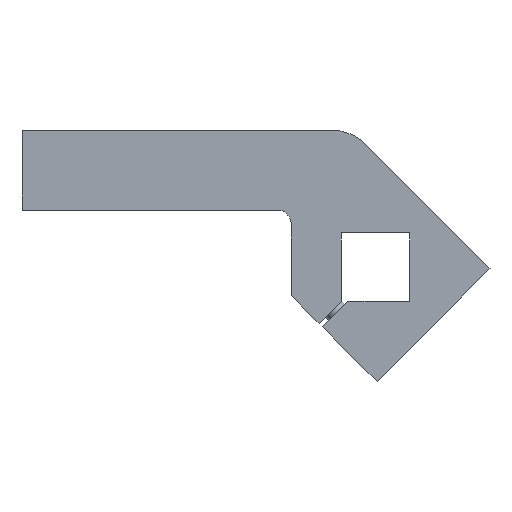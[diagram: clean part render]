
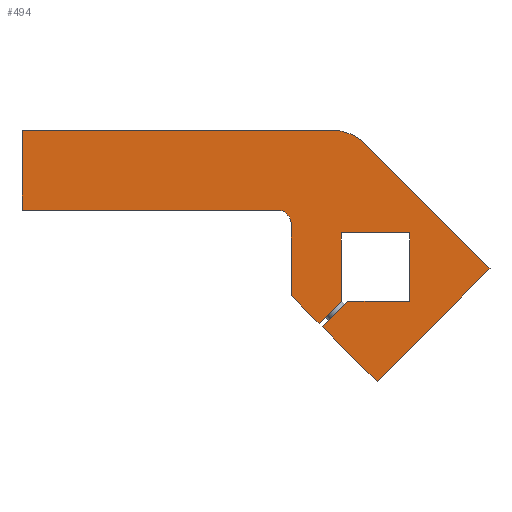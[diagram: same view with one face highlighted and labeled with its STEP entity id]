
A CAD part, left-side view. The second image highlights one B-rep face of the part: STEP entity #494.
In plain terms, the highlighted planar face has unit normal (-1, 0, 0).
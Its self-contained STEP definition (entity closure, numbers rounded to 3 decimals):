
#28=PLANE('',#543);
#47=FACE_OUTER_BOUND('',#72,.T.);
#72=EDGE_LOOP('',(#358,#359,#360,#361,#362,#363,#364,#365,#366,#367,#368,
#369,#370,#371,#372,#373));
#108=LINE('',#733,#160);
#111=LINE('',#745,#163);
#114=LINE('',#751,#166);
#115=LINE('',#753,#167);
#116=LINE('',#754,#168);
#117=LINE('',#756,#169);
#118=LINE('',#758,#170);
#119=LINE('',#760,#171);
#120=LINE('',#762,#172);
#121=LINE('',#764,#173);
#122=LINE('',#766,#174);
#123=LINE('',#768,#175);
#124=LINE('',#770,#176);
#125=LINE('',#771,#177);
#160=VECTOR('',#592,10.);
#163=VECTOR('',#603,10.);
#166=VECTOR('',#608,10.);
#167=VECTOR('',#609,10.);
#168=VECTOR('',#610,10.);
#169=VECTOR('',#611,10.);
#170=VECTOR('',#612,10.);
#171=VECTOR('',#613,10.);
#172=VECTOR('',#614,10.);
#173=VECTOR('',#615,10.);
#174=VECTOR('',#616,10.);
#175=VECTOR('',#617,10.);
#176=VECTOR('',#618,10.);
#177=VECTOR('',#619,10.);
#209=CIRCLE('',#537,6.);
#211=CIRCLE('',#541,20.);
#228=VERTEX_POINT('',#723);
#229=VERTEX_POINT('',#725);
#231=VERTEX_POINT('',#731);
#234=VERTEX_POINT('',#738);
#235=VERTEX_POINT('',#740);
#236=VERTEX_POINT('',#744);
#238=VERTEX_POINT('',#750);
#239=VERTEX_POINT('',#752);
#240=VERTEX_POINT('',#755);
#241=VERTEX_POINT('',#757);
#242=VERTEX_POINT('',#759);
#243=VERTEX_POINT('',#761);
#244=VERTEX_POINT('',#763);
#245=VERTEX_POINT('',#765);
#246=VERTEX_POINT('',#767);
#247=VERTEX_POINT('',#769);
#274=EDGE_CURVE('',#228,#229,#209,.T.);
#278=EDGE_CURVE('',#228,#231,#108,.T.);
#281=EDGE_CURVE('',#234,#235,#211,.T.);
#283=EDGE_CURVE('',#236,#235,#111,.T.);
#286=EDGE_CURVE('',#234,#238,#114,.T.);
#287=EDGE_CURVE('',#238,#239,#115,.T.);
#288=EDGE_CURVE('',#239,#229,#116,.T.);
#289=EDGE_CURVE('',#231,#240,#117,.T.);
#290=EDGE_CURVE('',#240,#241,#118,.T.);
#291=EDGE_CURVE('',#241,#242,#119,.T.);
#292=EDGE_CURVE('',#242,#243,#120,.T.);
#293=EDGE_CURVE('',#243,#244,#121,.T.);
#294=EDGE_CURVE('',#244,#245,#122,.T.);
#295=EDGE_CURVE('',#245,#246,#123,.T.);
#296=EDGE_CURVE('',#246,#247,#124,.T.);
#297=EDGE_CURVE('',#247,#236,#125,.T.);
#358=ORIENTED_EDGE('',*,*,#281,.F.);
#359=ORIENTED_EDGE('',*,*,#286,.T.);
#360=ORIENTED_EDGE('',*,*,#287,.T.);
#361=ORIENTED_EDGE('',*,*,#288,.T.);
#362=ORIENTED_EDGE('',*,*,#274,.F.);
#363=ORIENTED_EDGE('',*,*,#278,.T.);
#364=ORIENTED_EDGE('',*,*,#289,.T.);
#365=ORIENTED_EDGE('',*,*,#290,.T.);
#366=ORIENTED_EDGE('',*,*,#291,.T.);
#367=ORIENTED_EDGE('',*,*,#292,.T.);
#368=ORIENTED_EDGE('',*,*,#293,.T.);
#369=ORIENTED_EDGE('',*,*,#294,.T.);
#370=ORIENTED_EDGE('',*,*,#295,.T.);
#371=ORIENTED_EDGE('',*,*,#296,.T.);
#372=ORIENTED_EDGE('',*,*,#297,.T.);
#373=ORIENTED_EDGE('',*,*,#283,.T.);
#494=ADVANCED_FACE('',(#47),#28,.T.);
#537=AXIS2_PLACEMENT_3D('',#726,#585,#586);
#541=AXIS2_PLACEMENT_3D('',#741,#598,#599);
#543=AXIS2_PLACEMENT_3D('',#749,#606,#607);
#585=DIRECTION('center_axis',(-1.,0.,0.));
#586=DIRECTION('ref_axis',(0.,-0.707,0.707));
#592=DIRECTION('',(0.,0.,-1.));
#598=DIRECTION('center_axis',(1.,0.,0.));
#599=DIRECTION('ref_axis',(0.,-0.383,0.924));
#603=DIRECTION('',(0.,0.707,0.707));
#606=DIRECTION('center_axis',(-1.,0.,0.));
#607=DIRECTION('ref_axis',(0.,0.,1.));
#608=DIRECTION('',(0.,1.,0.));
#609=DIRECTION('',(0.,0.,-1.));
#610=DIRECTION('',(0.,-1.,0.));
#611=DIRECTION('',(0.,-0.707,-0.707));
#612=DIRECTION('',(0.,-0.707,0.707));
#613=DIRECTION('',(0.,0.,1.));
#614=DIRECTION('',(0.,-1.,0.));
#615=DIRECTION('',(0.,0.,-1.));
#616=DIRECTION('',(0.,1.,0.));
#617=DIRECTION('',(0.,0.707,-0.707));
#618=DIRECTION('',(0.,-0.707,-0.707));
#619=DIRECTION('',(0.,-0.707,0.707));
#723=CARTESIAN_POINT('',(-16.,37.,19.));
#725=CARTESIAN_POINT('',(-16.,43.,25.));
#726=CARTESIAN_POINT('Origin',(-16.,43.,19.));
#731=CARTESIAN_POINT('',(-16.,37.,-12.497));
#733=CARTESIAN_POINT('',(-16.,37.,-12.497));
#738=CARTESIAN_POINT('',(-16.,18.787,60.));
#740=CARTESIAN_POINT('',(-16.,4.645,54.142));
#741=CARTESIAN_POINT('Origin',(-16.,18.787,40.));
#744=CARTESIAN_POINT('',(-16.,-50.205,-0.707));
#745=CARTESIAN_POINT('',(-16.,-24.749,24.749));
#749=CARTESIAN_POINT('Origin',(-16.,62.742,31.816));
#750=CARTESIAN_POINT('',(-16.,155.,60.));
#751=CARTESIAN_POINT('',(-16.,155.,60.));
#752=CARTESIAN_POINT('',(-16.,155.,25.));
#753=CARTESIAN_POINT('',(-16.,155.,25.));
#754=CARTESIAN_POINT('',(-16.,37.,25.));
#755=CARTESIAN_POINT('',(-16.,24.749,-24.749));
#756=CARTESIAN_POINT('',(-16.,24.749,-24.749));
#757=CARTESIAN_POINT('',(-16.,15.,-15.));
#758=CARTESIAN_POINT('',(-16.,25.409,-25.409));
#759=CARTESIAN_POINT('',(-16.,15.,15.));
#760=CARTESIAN_POINT('',(-16.,15.,15.));
#761=CARTESIAN_POINT('',(-16.,-15.,15.));
#762=CARTESIAN_POINT('',(-16.,-15.,15.));
#763=CARTESIAN_POINT('',(-16.,-15.,-15.));
#764=CARTESIAN_POINT('',(-16.,-15.,23.408));
#765=CARTESIAN_POINT('',(-16.,12.172,-15.));
#766=CARTESIAN_POINT('',(-16.,23.871,-15.));
#767=CARTESIAN_POINT('',(-16.,23.335,-26.163));
#768=CARTESIAN_POINT('',(-16.,13.11,-15.939));
#769=CARTESIAN_POINT('',(-16.,-0.707,-50.205));
#770=CARTESIAN_POINT('',(-16.,24.749,-24.749));
#771=CARTESIAN_POINT('',(-16.,-50.205,-0.707));
